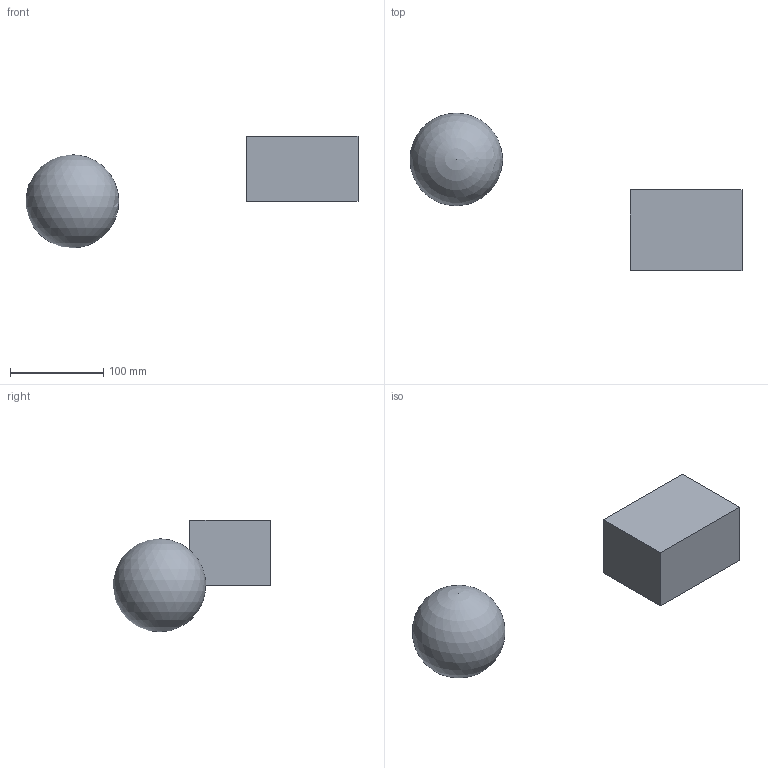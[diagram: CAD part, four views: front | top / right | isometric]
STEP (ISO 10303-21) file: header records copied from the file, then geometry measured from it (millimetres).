
FILE_DESCRIPTION(/* description */ (''),/* implementation_level */ '2;1');
FILE_NAME(/* name */ '_model1.stp',/* time_stamp */ '2022-10-04T16:26:06+08:00',/* author */ (''),/* organization */ (''),/* preprocessor_version */ 'ST-DEVELOPER v18.102',/* originating_system */ 'SIEMENS PLM Software NX 2023',/* authorisation */ '');
FILE_SCHEMA (('AUTOMOTIVE_DESIGN { 1 0 10303 214 3 1 1 1 }'));
Length unit declared in the file: millimetre
Products named in the file (1): _model1
Bounding box: 356.48 x 169.15 x 120 mm (x, y, z)
Volume: 1253171.4 mm3; surface area: 81223.3 mm2
Topology: 2 solids, 2 shells, 7 faces, 15 edges, 10 vertices
Faces by surface type: plane 6, sphere 1
Entity records: 199 total; most frequent: CARTESIAN_POINT 29, DIRECTION 28, ORIENTED_EDGE 24, EDGE_CURVE 12, LINE 12, VECTOR 12, VERTEX_POINT 9, AXIS2_PLACEMENT_3D 8
